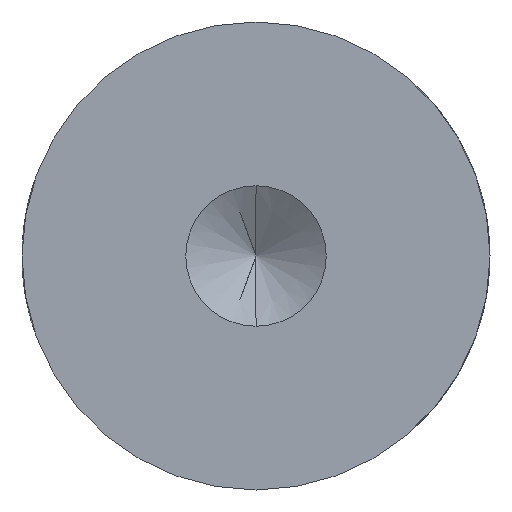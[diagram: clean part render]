
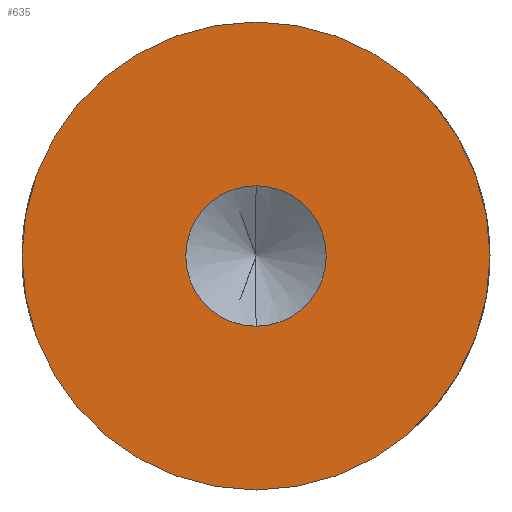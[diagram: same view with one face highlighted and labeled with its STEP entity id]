
A CAD part, front view. The second image highlights one B-rep face of the part: STEP entity #635.
In plain terms, the highlighted planar face has unit normal (0, -1, 0).
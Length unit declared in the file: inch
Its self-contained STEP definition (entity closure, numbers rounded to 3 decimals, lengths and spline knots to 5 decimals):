
#4 = AXIS2_PLACEMENT_3D ( 'NONE', #413, #99, #567 ) ;
#24 = EDGE_CURVE ( 'NONE', #636, #387, #821, .T. ) ;
#59 = DIRECTION ( 'NONE',  ( 0., 0., -1. ) ) ;
#80 = AXIS2_PLACEMENT_3D ( 'NONE', #127, #884, #59 ) ;
#93 = FACE_BOUND ( 'NONE', #172, .T. ) ;
#99 = DIRECTION ( 'NONE',  ( 0., 1., 0. ) ) ;
#127 = CARTESIAN_POINT ( 'NONE',  ( 0., 0., 0. ) ) ;
#139 = PLANE ( 'NONE',  #4 ) ;
#158 = EDGE_LOOP ( 'NONE', ( #799, #838 ) ) ;
#172 = EDGE_LOOP ( 'NONE', ( #499, #705 ) ) ;
#219 = CARTESIAN_POINT ( 'NONE',  ( 0., 0., -0.06 ) ) ;
#236 = AXIS2_PLACEMENT_3D ( 'NONE', #601, #457, #678 ) ;
#262 = DIRECTION ( 'NONE',  ( 0., 1., 0. ) ) ;
#299 = CARTESIAN_POINT ( 'NONE',  ( 0., 0., 0.2 ) ) ;
#333 = CARTESIAN_POINT ( 'NONE',  ( 0., 0., 0. ) ) ;
#340 = CIRCLE ( 'NONE', #883, 0.2 ) ;
#387 = VERTEX_POINT ( 'NONE', #813 ) ;
#396 = EDGE_CURVE ( 'NONE', #430, #569, #435, .T. ) ;
#413 = CARTESIAN_POINT ( 'NONE',  ( 0., 0., 0. ) ) ;
#430 = VERTEX_POINT ( 'NONE', #757 ) ;
#434 = AXIS2_PLACEMENT_3D ( 'NONE', #758, #262, #469 ) ;
#435 = CIRCLE ( 'NONE', #236, 0.06 ) ;
#440 = EDGE_CURVE ( 'NONE', #387, #636, #340, .T. ) ;
#457 = DIRECTION ( 'NONE',  ( 0., -1., 0. ) ) ;
#464 = DIRECTION ( 'NONE',  ( 0., 0., 1. ) ) ;
#469 = DIRECTION ( 'NONE',  ( 0., 0., 1. ) ) ;
#497 = EDGE_CURVE ( 'NONE', #569, #430, #512, .T. ) ;
#499 = ORIENTED_EDGE ( 'NONE', *, *, #497, .F. ) ;
#512 = CIRCLE ( 'NONE', #80, 0.06 ) ;
#526 = DIRECTION ( 'NONE',  ( 0., 1., 0. ) ) ;
#567 = DIRECTION ( 'NONE',  ( 0., 0., 1. ) ) ;
#569 = VERTEX_POINT ( 'NONE', #219 ) ;
#601 = CARTESIAN_POINT ( 'NONE',  ( 0., 0., 0. ) ) ;
#635 = ADVANCED_FACE ( 'NONE', ( #93, #764 ), #139, .F. ) ;
#636 = VERTEX_POINT ( 'NONE', #299 ) ;
#678 = DIRECTION ( 'NONE',  ( 0., 0., -1. ) ) ;
#705 = ORIENTED_EDGE ( 'NONE', *, *, #396, .F. ) ;
#757 = CARTESIAN_POINT ( 'NONE',  ( 0., 0., 0.06 ) ) ;
#758 = CARTESIAN_POINT ( 'NONE',  ( 0., 0., 0. ) ) ;
#764 = FACE_OUTER_BOUND ( 'NONE', #158, .T. ) ;
#799 = ORIENTED_EDGE ( 'NONE', *, *, #440, .F. ) ;
#813 = CARTESIAN_POINT ( 'NONE',  ( 0., 0., -0.2 ) ) ;
#821 = CIRCLE ( 'NONE', #434, 0.2 ) ;
#838 = ORIENTED_EDGE ( 'NONE', *, *, #24, .F. ) ;
#883 = AXIS2_PLACEMENT_3D ( 'NONE', #333, #526, #464 ) ;
#884 = DIRECTION ( 'NONE',  ( 0., -1., 0. ) ) ;
